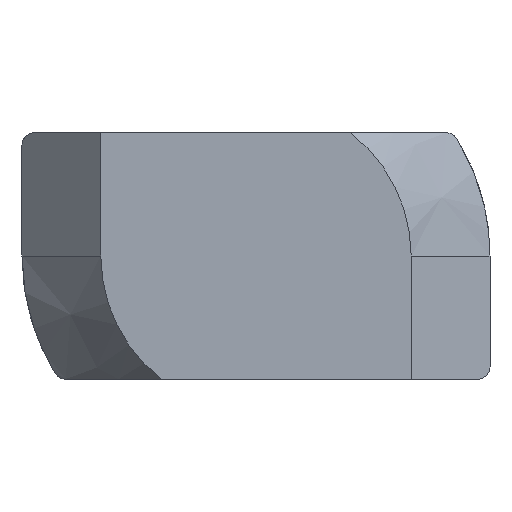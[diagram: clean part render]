
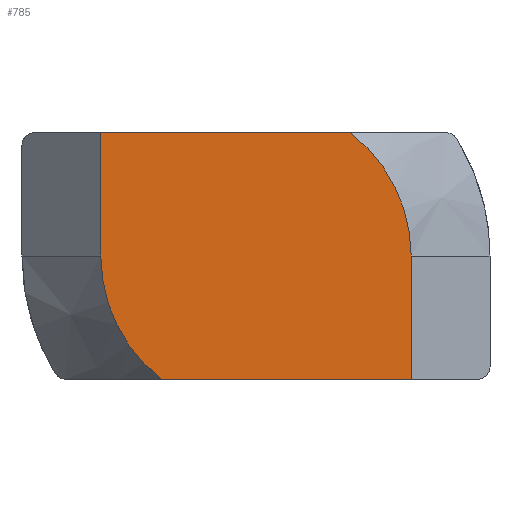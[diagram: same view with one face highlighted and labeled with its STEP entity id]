
A CAD part, front view. The second image highlights one B-rep face of the part: STEP entity #785.
In plain terms, the highlighted planar face has unit normal (0, -1, 0).
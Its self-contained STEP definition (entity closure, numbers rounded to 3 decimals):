
#15 = DIRECTION ( 'NONE',  ( 0., -1., 0. ) ) ;
#16 = CARTESIAN_POINT ( 'NONE',  ( -6.3, -4.35, 5. ) ) ;
#17 = EDGE_CURVE ( 'NONE', #87, #119, #486, .T. ) ;
#27 = FACE_OUTER_BOUND ( 'NONE', #35, .T. ) ;
#31 = CARTESIAN_POINT ( 'NONE',  ( 6.3, -4.35, 5. ) ) ;
#33 = CARTESIAN_POINT ( 'NONE',  ( -6.3, -4.35, 0. ) ) ;
#35 = EDGE_LOOP ( 'NONE', ( #558, #895, #898, #444, #771, #623 ) ) ;
#49 = EDGE_CURVE ( 'NONE', #565, #119, #480, .T. ) ;
#79 = VECTOR ( 'NONE', #838, 1000. ) ;
#87 = VERTEX_POINT ( 'NONE', #733 ) ;
#89 = LINE ( 'NONE', #31, #672 ) ;
#108 = CARTESIAN_POINT ( 'NONE',  ( 0., -4.35, 0. ) ) ;
#119 = VERTEX_POINT ( 'NONE', #390 ) ;
#149 = EDGE_CURVE ( 'NONE', #338, #382, #89, .T. ) ;
#170 = AXIS2_PLACEMENT_3D ( 'NONE', #108, #894, #533 ) ;
#219 = CARTESIAN_POINT ( 'NONE',  ( 3.833, -4.35, 5. ) ) ;
#255 = PLANE ( 'NONE',  #858 ) ;
#291 = CARTESIAN_POINT ( 'NONE',  ( 6.3, -4.35, 0. ) ) ;
#317 = CARTESIAN_POINT ( 'NONE',  ( 6.3, -4.35, 5. ) ) ;
#338 = VERTEX_POINT ( 'NONE', #930 ) ;
#382 = VERTEX_POINT ( 'NONE', #219 ) ;
#390 = CARTESIAN_POINT ( 'NONE',  ( 6.3, -4.35, -5. ) ) ;
#398 = CARTESIAN_POINT ( 'NONE',  ( 6.3, -4.35, -5. ) ) ;
#408 = DIRECTION ( 'NONE',  ( 1., 0., 0. ) ) ;
#444 = ORIENTED_EDGE ( 'NONE', *, *, #49, .F. ) ;
#480 = LINE ( 'NONE', #694, #79 ) ;
#485 = VECTOR ( 'NONE', #408, 1000. ) ;
#486 = LINE ( 'NONE', #398, #485 ) ;
#510 = AXIS2_PLACEMENT_3D ( 'NONE', #653, #15, #523 ) ;
#523 = DIRECTION ( 'NONE',  ( 0., 0., 1. ) ) ;
#533 = DIRECTION ( 'NONE',  ( 0., 0., 1. ) ) ;
#536 = DIRECTION ( 'NONE',  ( 1., 0., 0. ) ) ;
#558 = ORIENTED_EDGE ( 'NONE', *, *, #928, .T. ) ;
#563 = EDGE_CURVE ( 'NONE', #670, #87, #872, .T. ) ;
#565 = VERTEX_POINT ( 'NONE', #291 ) ;
#574 = CIRCLE ( 'NONE', #170, 6.3 ) ;
#592 = DIRECTION ( 'NONE',  ( 0., 0., -1. ) ) ;
#601 = DIRECTION ( 'NONE',  ( 0., 0., 1. ) ) ;
#623 = ORIENTED_EDGE ( 'NONE', *, *, #149, .F. ) ;
#651 = LINE ( 'NONE', #16, #777 ) ;
#653 = CARTESIAN_POINT ( 'NONE',  ( 0., -4.35, 0. ) ) ;
#670 = VERTEX_POINT ( 'NONE', #33 ) ;
#672 = VECTOR ( 'NONE', #536, 1000. ) ;
#694 = CARTESIAN_POINT ( 'NONE',  ( 6.3, -4.35, 5. ) ) ;
#733 = CARTESIAN_POINT ( 'NONE',  ( -3.833, -4.35, -5. ) ) ;
#771 = ORIENTED_EDGE ( 'NONE', *, *, #819, .F. ) ;
#777 = VECTOR ( 'NONE', #592, 1000. ) ;
#785 = ADVANCED_FACE ( 'NONE', ( #27 ), #255, .F. ) ;
#819 = EDGE_CURVE ( 'NONE', #382, #565, #574, .T. ) ;
#822 = DIRECTION ( 'NONE',  ( 0., 1., 0. ) ) ;
#838 = DIRECTION ( 'NONE',  ( 0., 0., -1. ) ) ;
#858 = AXIS2_PLACEMENT_3D ( 'NONE', #317, #822, #601 ) ;
#872 = CIRCLE ( 'NONE', #510, 6.3 ) ;
#894 = DIRECTION ( 'NONE',  ( 0., 1., 0. ) ) ;
#895 = ORIENTED_EDGE ( 'NONE', *, *, #563, .T. ) ;
#898 = ORIENTED_EDGE ( 'NONE', *, *, #17, .T. ) ;
#928 = EDGE_CURVE ( 'NONE', #338, #670, #651, .T. ) ;
#930 = CARTESIAN_POINT ( 'NONE',  ( -6.3, -4.35, 5. ) ) ;
